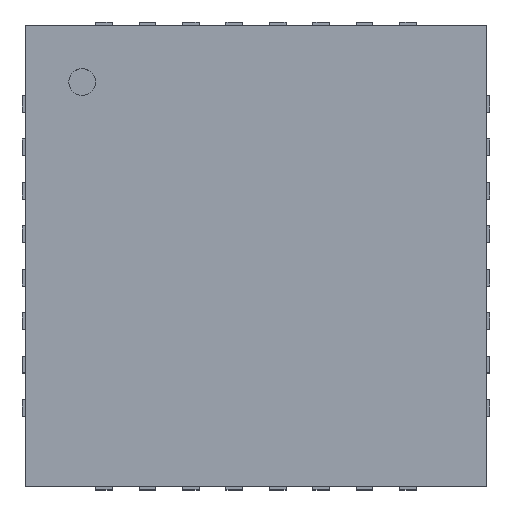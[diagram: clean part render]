
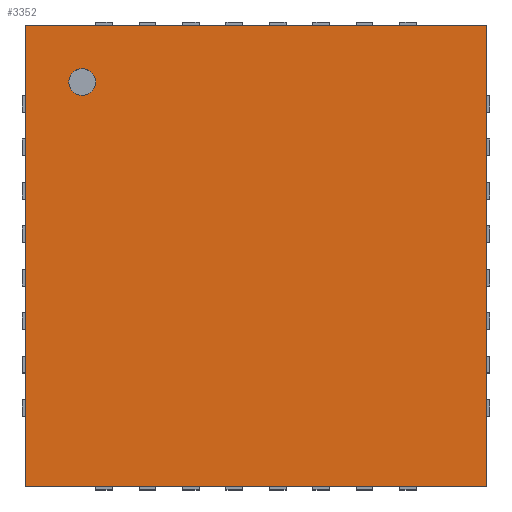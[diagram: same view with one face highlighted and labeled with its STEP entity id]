
A CAD part, top view. The second image highlights one B-rep face of the part: STEP entity #3352.
In plain terms, the highlighted planar face has unit normal (0, 0, 1).
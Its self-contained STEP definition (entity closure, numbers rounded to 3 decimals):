
#13=DIRECTION('',(0.,0.,1.));
#117=DIRECTION('',(0.,0.,-1.));
#149=VECTOR('',#150,1.);
#150=DIRECTION('',(1.,0.,0.));
#156=VECTOR('',#157,1.);
#157=DIRECTION('',(0.,-1.,0.));
#874=ORIENTED_EDGE('',*,*,#875,.F.);
#875=EDGE_CURVE('',#876,#878,#880,.T.);
#876=VERTEX_POINT('',#877);
#877=CARTESIAN_POINT('',(-3.45,3.45,1.1));
#878=VERTEX_POINT('',#879);
#879=CARTESIAN_POINT('',(3.45,3.45,1.1));
#880=LINE('',#877,#149);
#1029=ORIENTED_EDGE('',*,*,#1030,.T.);
#1030=EDGE_CURVE('',#876,#1031,#1033,.T.);
#1031=VERTEX_POINT('',#1032);
#1032=CARTESIAN_POINT('',(-3.45,-3.45,1.1));
#1033=LINE('',#877,#156);
#2113=EDGE_CURVE('',#878,#2114,#2116,.T.);
#2114=VERTEX_POINT('',#2115);
#2115=CARTESIAN_POINT('',(3.45,-3.45,1.1));
#2116=LINE('',#879,#156);
#2255=EDGE_CURVE('',#1031,#2114,#2256,.T.);
#2256=LINE('',#1032,#149);
#3352=ADVANCED_FACE('',(#3353,#3357),#3366,.T.);
#3353=FACE_BOUND('',#3354,.T.);
#3354=EDGE_LOOP('',(#874,#1029,#3355,#3356));
#3355=ORIENTED_EDGE('',*,*,#2255,.T.);
#3356=ORIENTED_EDGE('',*,*,#2113,.F.);
#3357=FACE_BOUND('',#3358,.T.);
#3358=EDGE_LOOP('',(#3359));
#3359=ORIENTED_EDGE('',*,*,#3360,.T.);
#3360=EDGE_CURVE('',#3361,#3361,#3363,.T.);
#3361=VERTEX_POINT('',#3362);
#3362=CARTESIAN_POINT('',(-2.6,2.4,1.1));
#3363=CIRCLE('',#3364,0.2);
#3364=AXIS2_PLACEMENT_3D('',#3365,#117,#157);
#3365=CARTESIAN_POINT('',(-2.6,2.6,1.1));
#3366=PLANE('',#3367);
#3367=AXIS2_PLACEMENT_3D('',#877,#13,#157);
